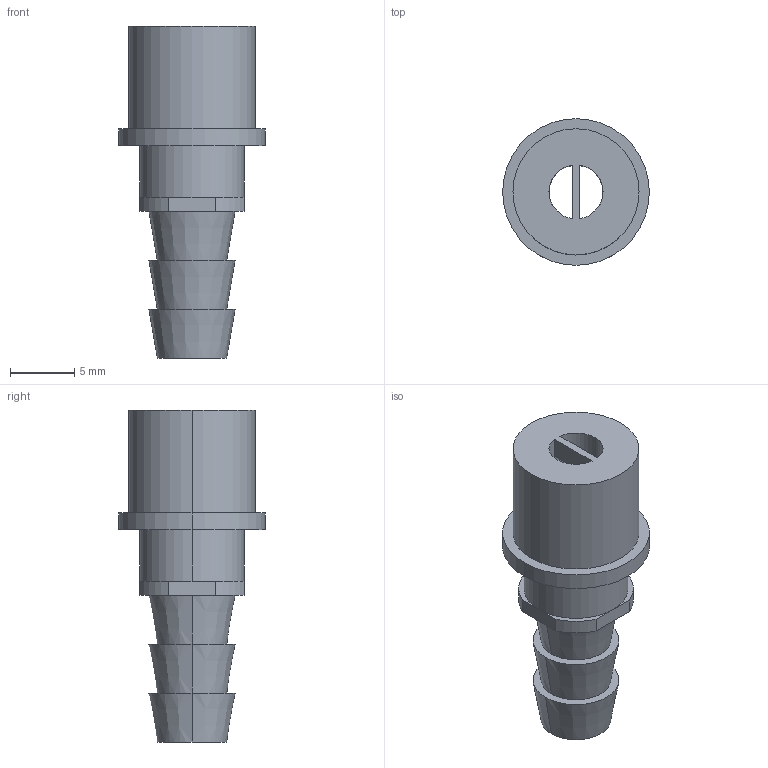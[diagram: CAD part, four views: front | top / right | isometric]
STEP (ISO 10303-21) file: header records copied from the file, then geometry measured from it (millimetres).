
FILE_DESCRIPTION(('HOOPS Exchange Step'),'2;1');
FILE_NAME('export-7833431E-826C-4F60-B036-8618BCA9C3D7.stp','2022-10-17T11:41:34+02:00',('Engineering'),('Alibre'),'HOOPS Exchange 2021.0','Alibre','Unknown authorisation');
FILE_SCHEMA( ('AP242_MANAGED_MODEL_BASED_3D_ENGINEERING_MIM_LF {1 0 10303 442 1 1 4 }') );
Length unit declared in the file: millimetre
Products named in the file (2): 6078-1 Pneumatic contact - HC-M-PN2-6,00-ST - 1676750; 6078 Pneumatic contact - HC-M-PN2-6,00-ST - 1676750
Assembly tree (1 placements, depth 2):
  6078 Pneumatic contact - HC-M-PN2-6,00-ST - 1676750
    6078-1 Pneumatic contact - HC-M-PN2-6,00-ST - 1676750
Bounding box: 11.4 x 11.4 x 25.8 mm (x, y, z)
Volume: 981.9 mm3; surface area: 1203.8 mm2
Topology: 1 solids, 1 shells, 36 faces, 84 edges, 54 vertices
Faces by surface type: plane 18, cylinder 12, cone 6
Entity records: 1118 total; most frequent: DIRECTION 208, CARTESIAN_POINT 179, ORIENTED_EDGE 168, EDGE_CURVE 84, AXIS2_PLACEMENT_3D 83, VERTEX_POINT 54, EDGE_LOOP 44, FACE_BOUND 44
